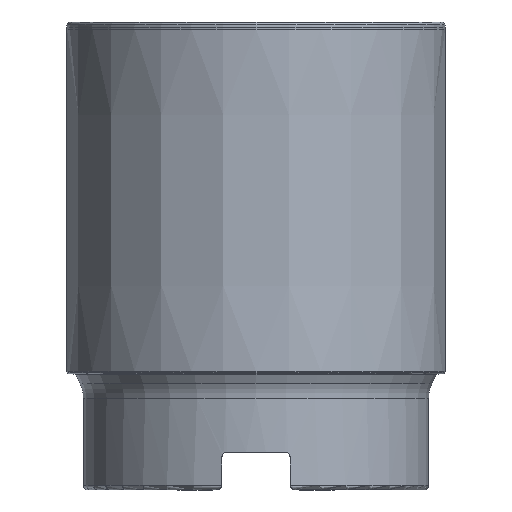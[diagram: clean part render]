
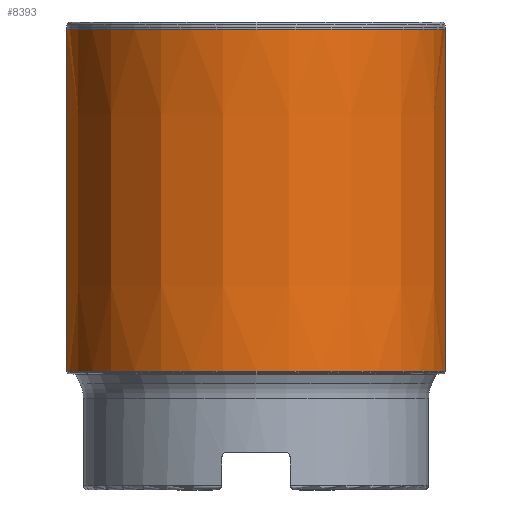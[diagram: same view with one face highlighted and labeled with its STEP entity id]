
A CAD part, left-side view. The second image highlights one B-rep face of the part: STEP entity #8393.
In plain terms, the highlighted conical face has half-angle 0.001 degrees and reference radius 40 mm.
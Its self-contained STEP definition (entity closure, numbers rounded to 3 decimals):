
#4691=CARTESIAN_POINT('',(0.,39.999,25.141));
#4724=CARTESIAN_POINT('',(0.,-39.999,25.141));
#4731=DIRECTION('',(0.,0.,1.));
#4732=VECTOR('',#4731,72.372);
#4733=CARTESIAN_POINT('',(0.,39.999,25.141));
#4734=LINE('',#4733,#4732);
#4735=DIRECTION('',(0.,0.,1.));
#4736=VECTOR('',#4735,72.372);
#4737=CARTESIAN_POINT('',(0.,-39.999,25.141));
#4738=LINE('',#4737,#4736);
#4739=CARTESIAN_POINT('',(0.,0.,25.141));
#4740=DIRECTION('',(0.,0.,1.));
#4741=DIRECTION('',(0.,1.,0.));
#4742=AXIS2_PLACEMENT_3D('',#4739,#4740,#4741);
#4762=CARTESIAN_POINT('',(0.,0.,97.513));
#4763=DIRECTION('',(0.,0.,1.));
#4764=DIRECTION('',(0.,1.,0.));
#4765=AXIS2_PLACEMENT_3D('',#4762,#4763,#4764);
#4807=VERTEX_POINT('',#4691);
#4808=CARTESIAN_POINT('',(0.,40.001,97.513));
#4809=VERTEX_POINT('',#4808);
#4850=VERTEX_POINT('',#4724);
#4851=CARTESIAN_POINT('',(0.,-40.001,97.513));
#4852=VERTEX_POINT('',#4851);
#8379=CARTESIAN_POINT('',(0.,0.,61.327));
#8380=DIRECTION('',(0.,0.,1.));
#8381=DIRECTION('',(0.,1.,0.));
#8382=AXIS2_PLACEMENT_3D('',#8379,#8380,#8381);
#8383=CONICAL_SURFACE('',#8382,40.,0.001);
#8385=ORIENTED_EDGE('',*,*,#8384,.T.);
#8387=ORIENTED_EDGE('',*,*,#8386,.T.);
#8389=ORIENTED_EDGE('',*,*,#8388,.F.);
#8390=ORIENTED_EDGE('',*,*,#8372,.F.);
#8391=EDGE_LOOP('',(#8385,#8387,#8389,#8390));
#8392=FACE_OUTER_BOUND('',#8391,.F.);
#8393=ADVANCED_FACE('',(#8392),#8383,.T.);
#4743=CIRCLE('',#4742,39.999);
#4766=CIRCLE('',#4765,40.001);
#8372=EDGE_CURVE('',#4807,#4850,#4743,.T.);
#8384=EDGE_CURVE('',#4807,#4809,#4734,.T.);
#8386=EDGE_CURVE('',#4809,#4852,#4766,.T.);
#8388=EDGE_CURVE('',#4850,#4852,#4738,.T.);
